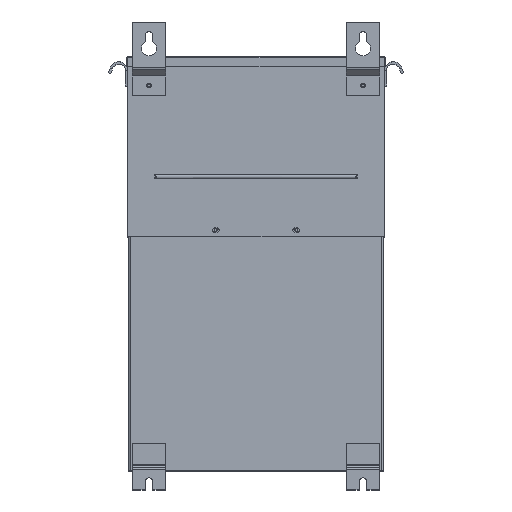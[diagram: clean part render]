
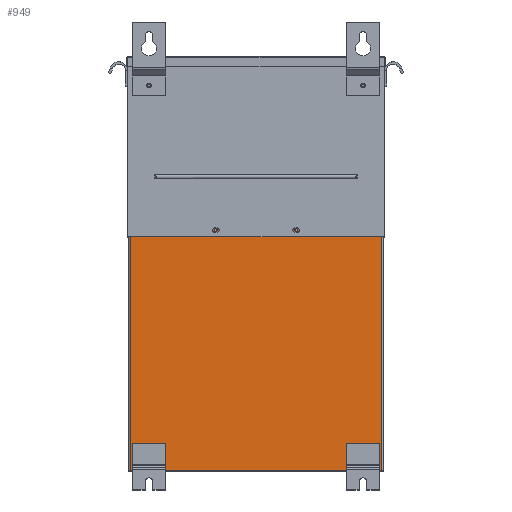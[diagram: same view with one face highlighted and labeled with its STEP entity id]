
A CAD part, top view. The second image highlights one B-rep face of the part: STEP entity #949.
In plain terms, the highlighted face is planar.
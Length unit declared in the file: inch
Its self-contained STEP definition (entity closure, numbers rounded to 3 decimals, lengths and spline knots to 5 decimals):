
#101 = CIRCLE ( 'NONE', #12287, 0.1045 ) ;
#245 = DIRECTION ( 'NONE',  ( 1., 0., 0. ) ) ;
#337 = EDGE_LOOP ( 'NONE', ( #13785, #3093 ) ) ;
#539 = VERTEX_POINT ( 'NONE', #25285 ) ;
#695 = DIRECTION ( 'NONE',  ( -1., 0., 0. ) ) ;
#834 = ORIENTED_EDGE ( 'NONE', *, *, #5862, .F. ) ;
#949 = ADVANCED_FACE ( 'NONE', ( #2592, #13247, #1935 ), #8328, .T. ) ;
#976 = EDGE_LOOP ( 'NONE', ( #834, #17535, #16390, #26129 ) ) ;
#1631 = CARTESIAN_POINT ( 'NONE',  ( 0., 11.501, -0.06 ) ) ;
#1758 = LINE ( 'NONE', #9254, #13053 ) ;
#1935 = FACE_BOUND ( 'NONE', #337, .T. ) ;
#2051 = LINE ( 'NONE', #7639, #19608 ) ;
#2098 = CARTESIAN_POINT ( 'NONE',  ( 0.5, 23.907, -0.06 ) ) ;
#2592 = FACE_OUTER_BOUND ( 'NONE', #976, .T. ) ;
#3093 = ORIENTED_EDGE ( 'NONE', *, *, #9025, .T. ) ;
#3561 = VERTEX_POINT ( 'NONE', #3758 ) ;
#3758 = CARTESIAN_POINT ( 'NONE',  ( 18.5, 30.314, -0.06 ) ) ;
#4254 = DIRECTION ( 'NONE',  ( 1., 0., 0. ) ) ;
#4760 = VERTEX_POINT ( 'NONE', #5478 ) ;
#5064 = VECTOR ( 'NONE', #20691, 39.37008 ) ;
#5478 = CARTESIAN_POINT ( 'NONE',  ( 18.5, 11.501, -0.06 ) ) ;
#5622 = CIRCLE ( 'NONE', #16009, 0.1045 ) ;
#5781 = CIRCLE ( 'NONE', #26475, 0.1045 ) ;
#5862 = EDGE_CURVE ( 'NONE', #3561, #21396, #18678, .T. ) ;
#5885 = VERTEX_POINT ( 'NONE', #26830 ) ;
#6078 = VERTEX_POINT ( 'NONE', #12757 ) ;
#7639 = CARTESIAN_POINT ( 'NONE',  ( 18.5, 0., -0.06 ) ) ;
#8328 = PLANE ( 'NONE',  #13302 ) ;
#9025 = EDGE_CURVE ( 'NONE', #11805, #5885, #5622, .T. ) ;
#9254 = CARTESIAN_POINT ( 'NONE',  ( 0., 0., -0.06 ) ) ;
#9675 = DIRECTION ( 'NONE',  ( 0., 0., 1. ) ) ;
#10175 = DIRECTION ( 'NONE',  ( 0., 0., -1. ) ) ;
#10363 = EDGE_CURVE ( 'NONE', #25044, #539, #24736, .T. ) ;
#10635 = DIRECTION ( 'NONE',  ( 0., 0., 1. ) ) ;
#10705 = LINE ( 'NONE', #1631, #5064 ) ;
#10931 = EDGE_CURVE ( 'NONE', #6078, #4760, #10705, .T. ) ;
#11032 = EDGE_CURVE ( 'NONE', #539, #25044, #5781, .T. ) ;
#11240 = EDGE_CURVE ( 'NONE', #21396, #6078, #1758, .T. ) ;
#11805 = VERTEX_POINT ( 'NONE', #24074 ) ;
#11885 = EDGE_CURVE ( 'NONE', #4760, #3561, #2051, .T. ) ;
#11988 = EDGE_LOOP ( 'NONE', ( #27398, #14899 ) ) ;
#12287 = AXIS2_PLACEMENT_3D ( 'NONE', #2098, #16949, #4254 ) ;
#12403 = VECTOR ( 'NONE', #14190, 39.37008 ) ;
#12757 = CARTESIAN_POINT ( 'NONE',  ( 0., 11.501, -0.06 ) ) ;
#12975 = DIRECTION ( 'NONE',  ( 0., 0., 1. ) ) ;
#13053 = VECTOR ( 'NONE', #21874, 39.37008 ) ;
#13082 = CARTESIAN_POINT ( 'NONE',  ( 0., 41.814, -0.06 ) ) ;
#13247 = FACE_BOUND ( 'NONE', #11988, .T. ) ;
#13302 = AXIS2_PLACEMENT_3D ( 'NONE', #13082, #10175, #695 ) ;
#13544 = CARTESIAN_POINT ( 'NONE',  ( 0., 30.314, -0.06 ) ) ;
#13785 = ORIENTED_EDGE ( 'NONE', *, *, #19937, .T. ) ;
#14190 = DIRECTION ( 'NONE',  ( -1., 0., 0. ) ) ;
#14899 = ORIENTED_EDGE ( 'NONE', *, *, #11032, .T. ) ;
#16009 = AXIS2_PLACEMENT_3D ( 'NONE', #25621, #12975, #245 ) ;
#16390 = ORIENTED_EDGE ( 'NONE', *, *, #10931, .F. ) ;
#16949 = DIRECTION ( 'NONE',  ( 0., 0., 1. ) ) ;
#17535 = ORIENTED_EDGE ( 'NONE', *, *, #11885, .F. ) ;
#18678 = LINE ( 'NONE', #24711, #12403 ) ;
#19608 = VECTOR ( 'NONE', #20197, 39.37008 ) ;
#19937 = EDGE_CURVE ( 'NONE', #5885, #11805, #101, .T. ) ;
#20197 = DIRECTION ( 'NONE',  ( 0., 1., 0. ) ) ;
#20417 = AXIS2_PLACEMENT_3D ( 'NONE', #22314, #9675, #24483 ) ;
#20691 = DIRECTION ( 'NONE',  ( 1., 0., 0. ) ) ;
#21396 = VERTEX_POINT ( 'NONE', #13544 ) ;
#21874 = DIRECTION ( 'NONE',  ( 0., -1., 0. ) ) ;
#22314 = CARTESIAN_POINT ( 'NONE',  ( 0.5, 17.907, -0.06 ) ) ;
#23269 = CARTESIAN_POINT ( 'NONE',  ( 0.5, 17.907, -0.06 ) ) ;
#24074 = CARTESIAN_POINT ( 'NONE',  ( 0.3955, 23.907, -0.06 ) ) ;
#24483 = DIRECTION ( 'NONE',  ( 1., 0., 0. ) ) ;
#24496 = CARTESIAN_POINT ( 'NONE',  ( 0.6045, 17.907, -0.06 ) ) ;
#24711 = CARTESIAN_POINT ( 'NONE',  ( 0., 30.314, -0.06 ) ) ;
#24736 = CIRCLE ( 'NONE', #20417, 0.1045 ) ;
#25044 = VERTEX_POINT ( 'NONE', #24496 ) ;
#25285 = CARTESIAN_POINT ( 'NONE',  ( 0.3955, 17.907, -0.06 ) ) ;
#25422 = DIRECTION ( 'NONE',  ( 1., 0., 0. ) ) ;
#25621 = CARTESIAN_POINT ( 'NONE',  ( 0.5, 23.907, -0.06 ) ) ;
#26129 = ORIENTED_EDGE ( 'NONE', *, *, #11240, .F. ) ;
#26475 = AXIS2_PLACEMENT_3D ( 'NONE', #23269, #10635, #25422 ) ;
#26830 = CARTESIAN_POINT ( 'NONE',  ( 0.6045, 23.907, -0.06 ) ) ;
#27398 = ORIENTED_EDGE ( 'NONE', *, *, #10363, .T. ) ;
